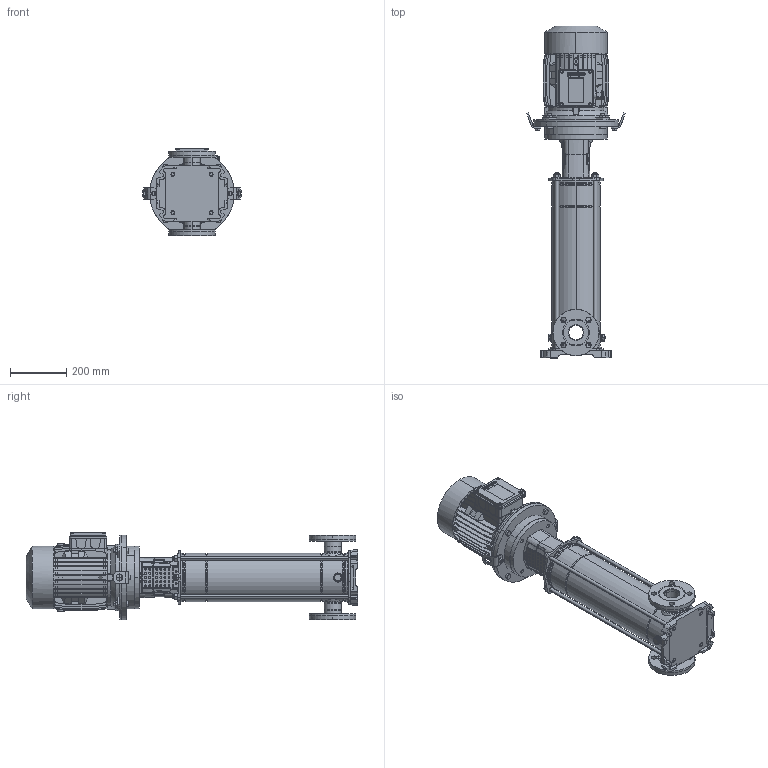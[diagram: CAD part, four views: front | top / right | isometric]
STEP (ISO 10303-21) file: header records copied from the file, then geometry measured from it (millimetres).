
FILE_DESCRIPTION (( 'STEP AP214' ), '1' );
FILE_NAME ('10007627swa00.step', '2021-09-23T10:07:11', ( '' ), ( '' ), 'SwSTEP 2.0', 'SolidWorks 2020', '' );
FILE_SCHEMA (( 'AUTOMOTIVE_DESIGN' ));
Length unit declared in the file: millimetre
Products named in the file (23): 4.92.027swp03_4_92_027_AISI304; 10000022swn00_M12x45 UNI 5737 6.8; 10007568swp00_M112 B5-De300; 10007576swa00_M112; 4.92.212swp01; 3.92.277swp01_MXV 50-1509-50-2009-Sempl.; 4.92.222swp03_DN50 semplificato; 4.92.204swp01_VERSIONE MACCHINA UTENSILE; 10007671swn00_M25x1,5; 10007431swp00_Flangia mot. 132; 3.92.248swp01_3_92_248_Sempl.; 4.92.226swp02; 10007670swn00_M25x1.5; 3.92.244swp01_Semplificato; 4.92.223swp01_M14 X 645; 3.92.270swp01_3.92.270 Semplificato; 10000033swn00_M10x14 A2; 4.92.211swp01; 10000005swn00_M12 õ; 10007434swp00_112 ORIZ; 10007627swa00; 10000006swn00_M14 A2-70; 10007546swa00
Assembly tree (39 placements, depth 3):
  10007627swa00
    10007576swa00_M112
      10007568swp00_M112 B5-De300
      10007434swp00_112 ORIZ
      10007670swn00_M25x1.5
      10007671swn00_M25x1,5
    10007546swa00
      3.92.244swp01_Semplificato
      3.92.277swp01_MXV 50-1509-50-2009-Sempl.
      3.92.248swp01_3_92_248_Sempl.
      4.92.223swp01_M14 X 645  x4
      10007431swp00_Flangia mot. 132
      4.92.027swp03_4_92_027_AISI304
      10000006swn00_M14 A2-70  x4
      3.92.270swp01_3.92.270 Semplificato
      4.92.204swp01_VERSIONE MACCHINA UTENSILE  x2
      4.92.222swp03_DN50 semplificato  x2
      4.92.212swp01
      4.92.226swp02  x2
      4.92.211swp01  x2
      10000033swn00_M10x14 A2  x2
    10000022swn00_M12x45 UNI 5737 6.8  x4
    10000005swn00_M12 õ  x4
Bounding box: 348.62 x 1177.1 x 310.7 mm (x, y, z)
Volume: 31858245.6 mm3; surface area: 2218086.3 mm2
Topology: 42 solids, 45 shells, 3479 faces, 8888 edges, 5681 vertices
Faces by surface type: plane 1567, cylinder 800, cone 675, bspline 284, torus 153
Entity records: 97301 total; most frequent: CARTESIAN_POINT 26250, ORIENTED_EDGE 14688, DIRECTION 13633, EDGE_CURVE 7344, AXIS2_PLACEMENT_3D 4776, VERTEX_POINT 4734, VECTOR 4081, LINE 4081
